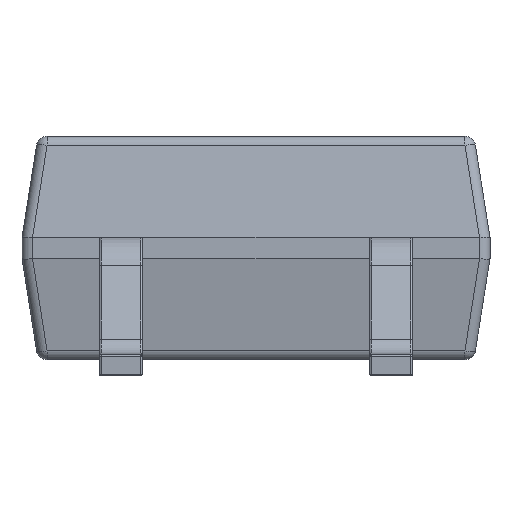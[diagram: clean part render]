
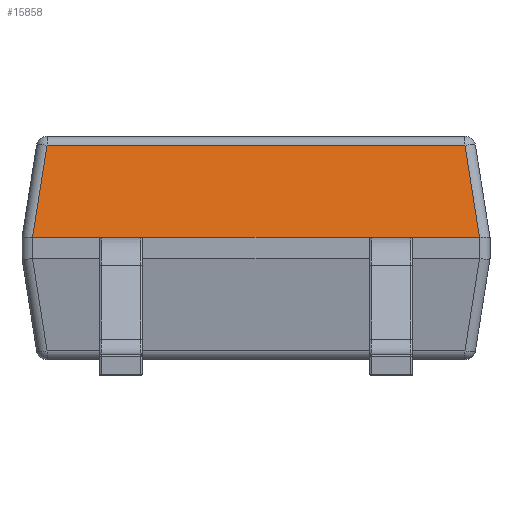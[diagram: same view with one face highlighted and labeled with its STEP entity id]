
A CAD part, front view. The second image highlights one B-rep face of the part: STEP entity #15858.
In plain terms, the highlighted planar face has unit normal (0, -0.988, 0.156).
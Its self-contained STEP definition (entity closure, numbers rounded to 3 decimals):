
#1704 = CARTESIAN_POINT ( 'NONE',  ( -2.1, -2.3, 1.25 ) ) ;
#1710 = CARTESIAN_POINT ( 'NONE',  ( -1.905, -2.104, 2.493 ) ) ;
#1909 = ORIENTED_EDGE ( 'NONE', *, *, #21003, .T. ) ;
#2320 = ORIENTED_EDGE ( 'NONE', *, *, #13457, .F. ) ;
#3093 = VERTEX_POINT ( 'NONE', #5519 ) ;
#3116 = VERTEX_POINT ( 'NONE', #21199 ) ;
#3201 = CARTESIAN_POINT ( 'NONE',  ( 1.905, -2.104, 2.493 ) ) ;
#3646 = EDGE_CURVE ( 'NONE', #3093, #11284, #13624, .T. ) ;
#4622 = CARTESIAN_POINT ( 'NONE',  ( 2.1, -2.3, 1.25 ) ) ;
#4996 = DIRECTION ( 'NONE',  ( -1., 0., 0. ) ) ;
#5080 = FACE_OUTER_BOUND ( 'NONE', #23134, .T. ) ;
#5117 = VERTEX_POINT ( 'NONE', #9299 ) ;
#5305 = VECTOR ( 'NONE', #20755, 1000. ) ;
#5519 = CARTESIAN_POINT ( 'NONE',  ( 1.965, -2.163, 2.116 ) ) ;
#5539 = VERTEX_POINT ( 'NONE', #10112 ) ;
#6708 =( BOUNDED_CURVE ( )  B_SPLINE_CURVE ( 3, ( #20686, #23270, #1704, #27990 ),
 .UNSPECIFIED., .F., .T. ) 
 B_SPLINE_CURVE_WITH_KNOTS ( ( 4, 4 ),
 ( 6.271, 6.283 ),
 .UNSPECIFIED. ) 
 CURVE ( )  GEOMETRIC_REPRESENTATION_ITEM ( )  RATIONAL_B_SPLINE_CURVE ( ( 1., 1., 1., 1. ) ) 
 REPRESENTATION_ITEM ( '' )  );
#7523 = LINE ( 'NONE', #3201, #5305 ) ;
#7693 = ORIENTED_EDGE ( 'NONE', *, *, #3646, .T. ) ;
#7792 = CARTESIAN_POINT ( 'NONE',  ( -2.2, -2.3, 1.25 ) ) ;
#9115 = CARTESIAN_POINT ( 'NONE',  ( 0., -2.15, 2.2 ) ) ;
#9299 = CARTESIAN_POINT ( 'NONE',  ( 2.1, -2.3, 1.25 ) ) ;
#9536 = DIRECTION ( 'NONE',  ( -1., 0., 0. ) ) ;
#10112 = CARTESIAN_POINT ( 'NONE',  ( -2.1, -2.3, 1.25 ) ) ;
#11284 = VERTEX_POINT ( 'NONE', #26677 ) ;
#11862 = CARTESIAN_POINT ( 'NONE',  ( 2.101, -2.3, 1.25 ) ) ;
#12968 = CARTESIAN_POINT ( 'NONE',  ( 2.1, -2.3, 1.25 ) ) ;
#13457 = EDGE_CURVE ( 'NONE', #5117, #5539, #14129, .T. ) ;
#13624 = LINE ( 'NONE', #24809, #27532 ) ;
#14129 = LINE ( 'NONE', #7792, #20447 ) ;
#14952 = DIRECTION ( 'NONE',  ( -0.154, -0.154, -0.976 ) ) ;
#15395 = VERTEX_POINT ( 'NONE', #11862 ) ;
#15858 = ADVANCED_FACE ( 'NONE', ( #5080 ), #18196, .T. ) ;
#16120 = EDGE_CURVE ( 'NONE', #3116, #5539, #6708, .T. ) ;
#16584 = VECTOR ( 'NONE', #14952, 1000. ) ;
#16977 = LINE ( 'NONE', #1710, #16584 ) ;
#17739 =( BOUNDED_CURVE ( )  B_SPLINE_CURVE ( 3, ( #12968, #4622, #22164, #24574 ),
 .UNSPECIFIED., .F., .T. ) 
 B_SPLINE_CURVE_WITH_KNOTS ( ( 4, 4 ),
 ( 0., 0.012 ),
 .UNSPECIFIED. ) 
 CURVE ( )  GEOMETRIC_REPRESENTATION_ITEM ( )  RATIONAL_B_SPLINE_CURVE ( ( 1., 1., 1., 1. ) ) 
 REPRESENTATION_ITEM ( '' )  );
#18196 = PLANE ( 'NONE',  #20418 ) ;
#18431 = ORIENTED_EDGE ( 'NONE', *, *, #24332, .T. ) ;
#20418 = AXIS2_PLACEMENT_3D ( 'NONE', #9115, #26631, #26900 ) ;
#20447 = VECTOR ( 'NONE', #9536, 1000. ) ;
#20686 = CARTESIAN_POINT ( 'NONE',  ( -2.101, -2.3, 1.25 ) ) ;
#20755 = DIRECTION ( 'NONE',  ( -0.154, 0.154, 0.976 ) ) ;
#21003 = EDGE_CURVE ( 'NONE', #5117, #15395, #17739, .T. ) ;
#21199 = CARTESIAN_POINT ( 'NONE',  ( -2.101, -2.3, 1.25 ) ) ;
#22164 = CARTESIAN_POINT ( 'NONE',  ( 2.101, -2.3, 1.25 ) ) ;
#22949 = ORIENTED_EDGE ( 'NONE', *, *, #28227, .T. ) ;
#23134 = EDGE_LOOP ( 'NONE', ( #2320, #1909, #22949, #7693, #18431, #26118 ) ) ;
#23270 = CARTESIAN_POINT ( 'NONE',  ( -2.101, -2.3, 1.25 ) ) ;
#24332 = EDGE_CURVE ( 'NONE', #11284, #3116, #16977, .T. ) ;
#24574 = CARTESIAN_POINT ( 'NONE',  ( 2.101, -2.3, 1.25 ) ) ;
#24809 = CARTESIAN_POINT ( 'NONE',  ( 0., -2.163, 2.116 ) ) ;
#26118 = ORIENTED_EDGE ( 'NONE', *, *, #16120, .T. ) ;
#26631 = DIRECTION ( 'NONE',  ( 0., -0.988, 0.156 ) ) ;
#26677 = CARTESIAN_POINT ( 'NONE',  ( -1.965, -2.163, 2.116 ) ) ;
#26900 = DIRECTION ( 'NONE',  ( -1., 0., 0. ) ) ;
#27532 = VECTOR ( 'NONE', #4996, 1000. ) ;
#27990 = CARTESIAN_POINT ( 'NONE',  ( -2.1, -2.3, 1.25 ) ) ;
#28227 = EDGE_CURVE ( 'NONE', #15395, #3093, #7523, .T. ) ;
